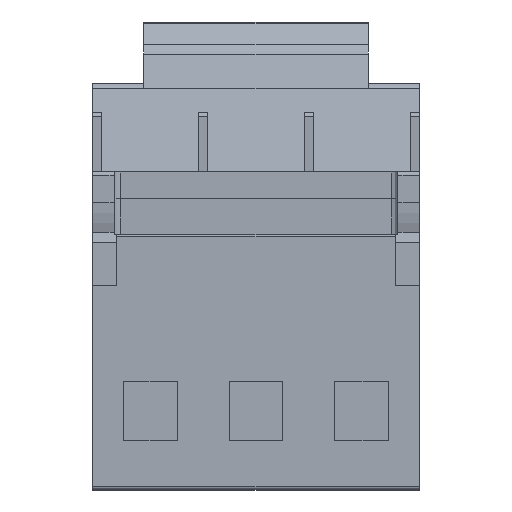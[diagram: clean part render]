
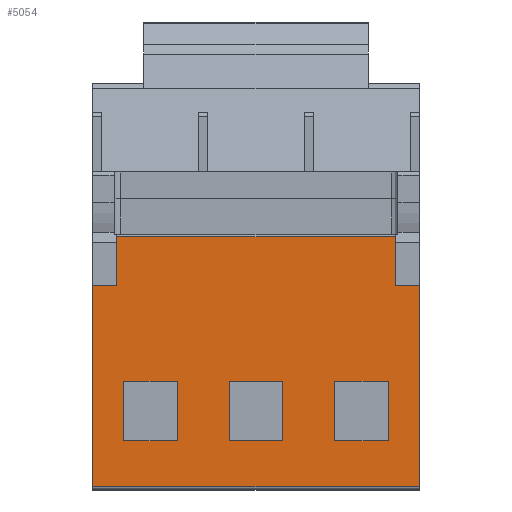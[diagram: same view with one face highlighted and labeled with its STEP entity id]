
A CAD part, front view. The second image highlights one B-rep face of the part: STEP entity #5054.
In plain terms, the highlighted planar face has unit normal (0, -1, 0).
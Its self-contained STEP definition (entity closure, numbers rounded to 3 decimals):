
#556=PLANE($,#5339);
#733=FACE_OUTER_BOUND($,#953,.T.);
#953=EDGE_LOOP($,(#4055,#4056,#4057,#4058,#4059,#4060,#4061,#4062));
#1138=LINE($,#7274,#1994);
#1143=LINE($,#7284,#1999);
#1144=LINE($,#7287,#2000);
#1149=LINE($,#7297,#2005);
#1154=LINE($,#7306,#2010);
#1222=LINE($,#7487,#2078);
#1223=LINE($,#7489,#2079);
#1224=LINE($,#7490,#2080);
#1994=VECTOR($,#5664,44.7);
#1999=VECTOR($,#5671,7.8);
#2000=VECTOR($,#5674,7.8);
#2005=VECTOR($,#5681,3.9);
#2010=VECTOR($,#5688,3.9);
#2078=VECTOR($,#5864,32.396);
#2079=VECTOR($,#5865,32.396);
#2080=VECTOR($,#5866,52.5);
#2991=VERTEX_POINT($,#7267);
#2994=VERTEX_POINT($,#7272);
#2998=VERTEX_POINT($,#7282);
#2999=VERTEX_POINT($,#7286);
#3003=VERTEX_POINT($,#7296);
#3006=VERTEX_POINT($,#7304);
#3065=VERTEX_POINT($,#7486);
#3066=VERTEX_POINT($,#7488);
#3352=EDGE_CURVE($,#2991,#2994,#1138,.T.);
#3357=EDGE_CURVE($,#2998,#2994,#1143,.T.);
#3358=EDGE_CURVE($,#2999,#2991,#1144,.T.);
#3363=EDGE_CURVE($,#3003,#2999,#1149,.T.);
#3368=EDGE_CURVE($,#2998,#3006,#1154,.T.);
#3458=EDGE_CURVE($,#3065,#3003,#1222,.T.);
#3459=EDGE_CURVE($,#3066,#3006,#1223,.T.);
#3460=EDGE_CURVE($,#3065,#3066,#1224,.T.);
#4055=ORIENTED_EDGE($,*,*,#3458,.T.);
#4056=ORIENTED_EDGE($,*,*,#3363,.T.);
#4057=ORIENTED_EDGE($,*,*,#3358,.T.);
#4058=ORIENTED_EDGE($,*,*,#3352,.T.);
#4059=ORIENTED_EDGE($,*,*,#3357,.F.);
#4060=ORIENTED_EDGE($,*,*,#3368,.T.);
#4061=ORIENTED_EDGE($,*,*,#3459,.F.);
#4062=ORIENTED_EDGE($,*,*,#3460,.F.);
#5054=ADVANCED_FACE($,(#733),#556,.T.);
#5339=AXIS2_PLACEMENT_3D($,#7485,#5862,#5863);
#5664=DIRECTION($,(-1.,0.,0.));
#5671=DIRECTION($,(0.,0.,1.));
#5674=DIRECTION($,(0.,0.,1.));
#5681=DIRECTION($,(-1.,0.,0.));
#5688=DIRECTION($,(-1.,0.,0.));
#5862=DIRECTION('center_axis',(0.,-1.,0.));
#5863=DIRECTION('ref_axis',(0.,0.,1.));
#5864=DIRECTION($,(0.,0.,1.));
#5865=DIRECTION($,(0.,0.,1.));
#5866=DIRECTION($,(-1.,0.,0.));
#7267=CARTESIAN_POINT('',(48.6,-54.2,40.696));
#7272=CARTESIAN_POINT('',(3.9,-54.2,40.696));
#7274=CARTESIAN_POINT($,(48.6,-54.2,40.696));
#7282=CARTESIAN_POINT('',(3.9,-54.2,32.896));
#7284=CARTESIAN_POINT($,(3.9,-54.2,32.896));
#7286=CARTESIAN_POINT('',(48.6,-54.2,32.896));
#7287=CARTESIAN_POINT($,(48.6,-54.2,32.896));
#7296=CARTESIAN_POINT('',(52.5,-54.2,32.896));
#7297=CARTESIAN_POINT($,(52.5,-54.2,32.896));
#7304=CARTESIAN_POINT('',(0.,-54.2,32.896));
#7306=CARTESIAN_POINT($,(52.5,-54.2,32.896));
#7485=CARTESIAN_POINT('Origin',(52.5,-54.2,0.5));
#7486=CARTESIAN_POINT('',(52.5,-54.2,0.5));
#7487=CARTESIAN_POINT($,(52.5,-54.2,0.5));
#7488=CARTESIAN_POINT('',(0.,-54.2,0.5));
#7489=CARTESIAN_POINT($,(0.,-54.2,0.5));
#7490=CARTESIAN_POINT($,(52.5,-54.2,0.5));
